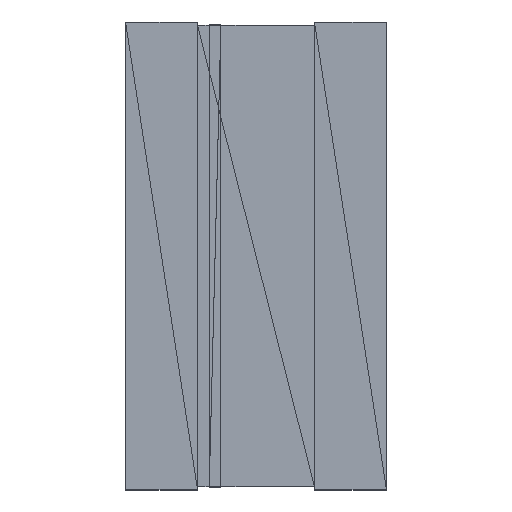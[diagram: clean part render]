
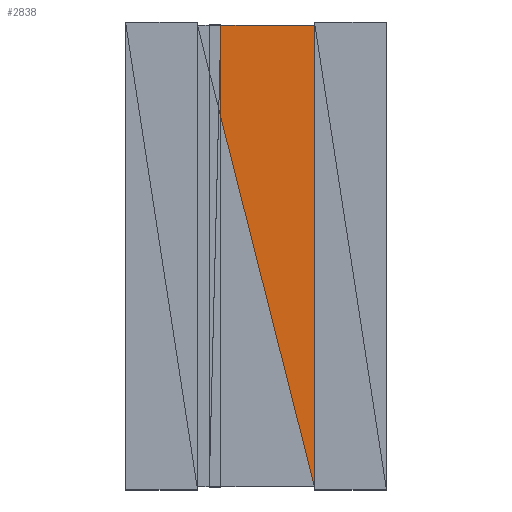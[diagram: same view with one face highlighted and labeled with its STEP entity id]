
A CAD part, top view. The second image highlights one B-rep face of the part: STEP entity #2838.
In plain terms, the highlighted planar face has unit normal (0, 0, 1).
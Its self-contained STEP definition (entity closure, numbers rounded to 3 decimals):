
#1279 = VERTEX_POINT('',#1280);
#1280 = CARTESIAN_POINT('',(-0.297,1.173,0.686));
#1294 = PLANE('',#1295);
#1295 = AXIS2_PLACEMENT_3D('',#1296,#1297,#1298);
#1296 = CARTESIAN_POINT('',(-0.495,-1.956,0.686));
#1297 = DIRECTION('',(0.,0.,-1.));
#1298 = DIRECTION('',(0.245,-0.969,0.));
#1344 = PLANE('',#1345);
#1345 = AXIS2_PLACEMENT_3D('',#1346,#1347,#1348);
#1346 = CARTESIAN_POINT('',(-0.396,-1.956,0.686));
#1347 = DIRECTION('',(0.,0.,-1.));
#1348 = DIRECTION('',(0.,-1.,0.));
#1866 = VERTEX_POINT('',#1867);
#1867 = CARTESIAN_POINT('',(-0.297,1.956,0.686));
#2125 = EDGE_CURVE('',#1866,#1279,#2126,.T.);
#2126 = SURFACE_CURVE('',#2127,(#2131,#2138),.PCURVE_S1.);
#2127 = LINE('',#2128,#2129);
#2128 = CARTESIAN_POINT('',(-0.297,1.956,0.686));
#2129 = VECTOR('',#2130,1.);
#2130 = DIRECTION('',(0.,-1.,0.));
#2131 = PCURVE('',#1344,#2132);
#2132 = DEFINITIONAL_REPRESENTATION('',(#2133),#2137);
#2133 = LINE('',#2134,#2135);
#2134 = CARTESIAN_POINT('',(-3.912,-0.099));
#2135 = VECTOR('',#2136,1.);
#2136 = DIRECTION('',(1.,0.));
#2137 = ( GEOMETRIC_REPRESENTATION_CONTEXT(2) 
PARAMETRIC_REPRESENTATION_CONTEXT() REPRESENTATION_CONTEXT('2D SPACE',''
  ) );
#2138 = PCURVE('',#2139,#2144);
#2139 = PLANE('',#2140);
#2140 = AXIS2_PLACEMENT_3D('',#2141,#2142,#2143);
#2141 = CARTESIAN_POINT('',(-0.495,1.956,0.686));
#2142 = DIRECTION('',(0.,0.,-1.));
#2143 = DIRECTION('',(0.,-1.,0.));
#2144 = DEFINITIONAL_REPRESENTATION('',(#2145),#2149);
#2145 = LINE('',#2146,#2147);
#2146 = CARTESIAN_POINT('',(0.,-0.198));
#2147 = VECTOR('',#2148,1.);
#2148 = DIRECTION('',(1.,0.));
#2149 = ( GEOMETRIC_REPRESENTATION_CONTEXT(2) 
PARAMETRIC_REPRESENTATION_CONTEXT() REPRESENTATION_CONTEXT('2D SPACE',''
  ) );
#2549 = VERTEX_POINT('',#2550);
#2550 = CARTESIAN_POINT('',(0.495,-1.956,0.686));
#2614 = PLANE('',#2615);
#2615 = AXIS2_PLACEMENT_3D('',#2616,#2617,#2618);
#2616 = CARTESIAN_POINT('',(0.495,-1.981,0.711));
#2617 = DIRECTION('',(1.,0.,0.));
#2618 = DIRECTION('',(0.,1.,0.));
#2650 = EDGE_CURVE('',#1279,#2549,#2651,.T.);
#2651 = SURFACE_CURVE('',#2652,(#2656,#2663),.PCURVE_S1.);
#2652 = LINE('',#2653,#2654);
#2653 = CARTESIAN_POINT('',(-0.495,1.956,0.686));
#2654 = VECTOR('',#2655,1.);
#2655 = DIRECTION('',(0.245,-0.969,0.));
#2656 = PCURVE('',#1294,#2657);
#2657 = DEFINITIONAL_REPRESENTATION('',(#2658),#2662);
#2658 = LINE('',#2659,#2660);
#2659 = CARTESIAN_POINT('',(-3.792,-0.96));
#2660 = VECTOR('',#2661,1.);
#2661 = DIRECTION('',(1.,0.));
#2662 = ( GEOMETRIC_REPRESENTATION_CONTEXT(2) 
PARAMETRIC_REPRESENTATION_CONTEXT() REPRESENTATION_CONTEXT('2D SPACE',''
  ) );
#2663 = PCURVE('',#2139,#2664);
#2664 = DEFINITIONAL_REPRESENTATION('',(#2665),#2669);
#2665 = LINE('',#2666,#2667);
#2666 = CARTESIAN_POINT('',(0.,0.));
#2667 = VECTOR('',#2668,1.);
#2668 = DIRECTION('',(0.969,-0.245));
#2669 = ( GEOMETRIC_REPRESENTATION_CONTEXT(2) 
PARAMETRIC_REPRESENTATION_CONTEXT() REPRESENTATION_CONTEXT('2D SPACE',''
  ) );
#2838 = ADVANCED_FACE('',(#2839),#2139,.F.);
#2839 = FACE_BOUND('',#2840,.F.);
#2840 = EDGE_LOOP('',(#2841,#2864,#2865,#2866,#2894));
#2841 = ORIENTED_EDGE('',*,*,#2842,.F.);
#2842 = EDGE_CURVE('',#2549,#2843,#2845,.T.);
#2843 = VERTEX_POINT('',#2844);
#2844 = CARTESIAN_POINT('',(0.495,-1.84,0.686));
#2845 = SURFACE_CURVE('',#2846,(#2850,#2857),.PCURVE_S1.);
#2846 = LINE('',#2847,#2848);
#2847 = CARTESIAN_POINT('',(0.495,-1.956,0.686));
#2848 = VECTOR('',#2849,1.);
#2849 = DIRECTION('',(0.,1.,0.));
#2850 = PCURVE('',#2139,#2851);
#2851 = DEFINITIONAL_REPRESENTATION('',(#2852),#2856);
#2852 = LINE('',#2853,#2854);
#2853 = CARTESIAN_POINT('',(3.912,-0.991));
#2854 = VECTOR('',#2855,1.);
#2855 = DIRECTION('',(-1.,0.));
#2856 = ( GEOMETRIC_REPRESENTATION_CONTEXT(2) 
PARAMETRIC_REPRESENTATION_CONTEXT() REPRESENTATION_CONTEXT('2D SPACE',''
  ) );
#2857 = PCURVE('',#2614,#2858);
#2858 = DEFINITIONAL_REPRESENTATION('',(#2859),#2863);
#2859 = LINE('',#2860,#2861);
#2860 = CARTESIAN_POINT('',(0.025,-0.025));
#2861 = VECTOR('',#2862,1.);
#2862 = DIRECTION('',(1.,0.));
#2863 = ( GEOMETRIC_REPRESENTATION_CONTEXT(2) 
PARAMETRIC_REPRESENTATION_CONTEXT() REPRESENTATION_CONTEXT('2D SPACE',''
  ) );
#2864 = ORIENTED_EDGE('',*,*,#2650,.F.);
#2865 = ORIENTED_EDGE('',*,*,#2125,.F.);
#2866 = ORIENTED_EDGE('',*,*,#2867,.F.);
#2867 = EDGE_CURVE('',#2868,#1866,#2870,.T.);
#2868 = VERTEX_POINT('',#2869);
#2869 = CARTESIAN_POINT('',(0.495,1.956,0.686));
#2870 = SURFACE_CURVE('',#2871,(#2875,#2882),.PCURVE_S1.);
#2871 = LINE('',#2872,#2873);
#2872 = CARTESIAN_POINT('',(0.495,1.956,0.686));
#2873 = VECTOR('',#2874,1.);
#2874 = DIRECTION('',(-1.,0.,0.));
#2875 = PCURVE('',#2139,#2876);
#2876 = DEFINITIONAL_REPRESENTATION('',(#2877),#2881);
#2877 = LINE('',#2878,#2879);
#2878 = CARTESIAN_POINT('',(0.,-0.991));
#2879 = VECTOR('',#2880,1.);
#2880 = DIRECTION('',(0.,1.));
#2881 = ( GEOMETRIC_REPRESENTATION_CONTEXT(2) 
PARAMETRIC_REPRESENTATION_CONTEXT() REPRESENTATION_CONTEXT('2D SPACE',''
  ) );
#2882 = PCURVE('',#2883,#2888);
#2883 = PLANE('',#2884);
#2884 = AXIS2_PLACEMENT_3D('',#2885,#2886,#2887);
#2885 = CARTESIAN_POINT('',(0.495,1.956,0.686));
#2886 = DIRECTION('',(0.,-1.,0.));
#2887 = DIRECTION('',(0.832,0.,-0.555));
#2888 = DEFINITIONAL_REPRESENTATION('',(#2889),#2893);
#2889 = LINE('',#2890,#2891);
#2890 = CARTESIAN_POINT('',(0.,0.));
#2891 = VECTOR('',#2892,1.);
#2892 = DIRECTION('',(-0.832,-0.555));
#2893 = ( GEOMETRIC_REPRESENTATION_CONTEXT(2) 
PARAMETRIC_REPRESENTATION_CONTEXT() REPRESENTATION_CONTEXT('2D SPACE',''
  ) );
#2894 = ORIENTED_EDGE('',*,*,#2895,.F.);
#2895 = EDGE_CURVE('',#2843,#2868,#2896,.T.);
#2896 = SURFACE_CURVE('',#2897,(#2901,#2908),.PCURVE_S1.);
#2897 = LINE('',#2898,#2899);
#2898 = CARTESIAN_POINT('',(0.495,-1.956,0.686));
#2899 = VECTOR('',#2900,1.);
#2900 = DIRECTION('',(0.,1.,0.));
#2901 = PCURVE('',#2139,#2902);
#2902 = DEFINITIONAL_REPRESENTATION('',(#2903),#2907);
#2903 = LINE('',#2904,#2905);
#2904 = CARTESIAN_POINT('',(3.912,-0.991));
#2905 = VECTOR('',#2906,1.);
#2906 = DIRECTION('',(-1.,0.));
#2907 = ( GEOMETRIC_REPRESENTATION_CONTEXT(2) 
PARAMETRIC_REPRESENTATION_CONTEXT() REPRESENTATION_CONTEXT('2D SPACE',''
  ) );
#2908 = PCURVE('',#2909,#2914);
#2909 = PLANE('',#2910);
#2910 = AXIS2_PLACEMENT_3D('',#2911,#2912,#2913);
#2911 = CARTESIAN_POINT('',(0.495,1.981,0.711));
#2912 = DIRECTION('',(1.,0.,0.));
#2913 = DIRECTION('',(0.,0.984,-0.177));
#2914 = DEFINITIONAL_REPRESENTATION('',(#2915),#2919);
#2915 = LINE('',#2916,#2917);
#2916 = CARTESIAN_POINT('',(-3.871,-0.721));
#2917 = VECTOR('',#2918,1.);
#2918 = DIRECTION('',(0.984,0.177));
#2919 = ( GEOMETRIC_REPRESENTATION_CONTEXT(2) 
PARAMETRIC_REPRESENTATION_CONTEXT() REPRESENTATION_CONTEXT('2D SPACE',''
  ) );
